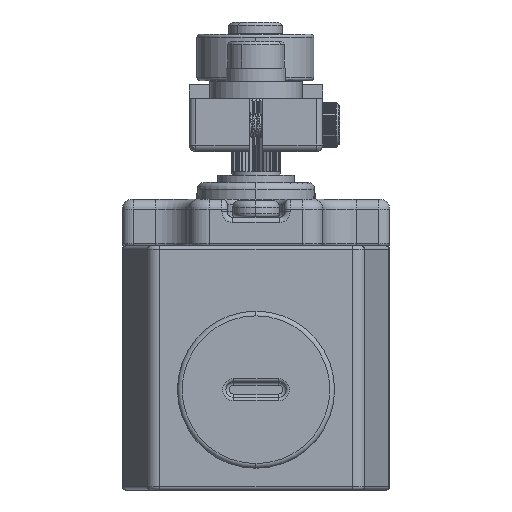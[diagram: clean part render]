
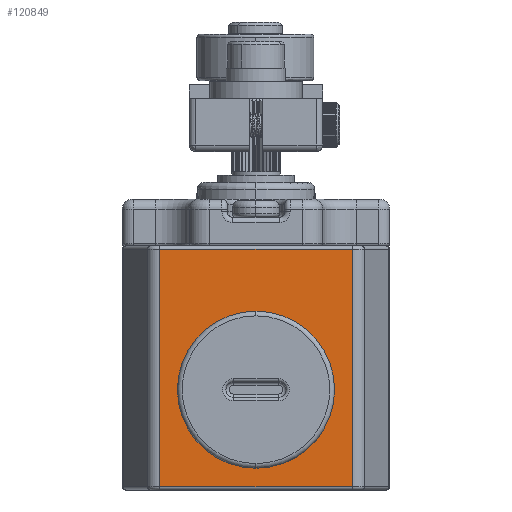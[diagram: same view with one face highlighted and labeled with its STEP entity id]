
A CAD part, front view. The second image highlights one B-rep face of the part: STEP entity #120849.
In plain terms, the highlighted planar face has unit normal (0, -1, 0).
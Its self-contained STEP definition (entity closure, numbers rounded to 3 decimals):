
#7108 = CARTESIAN_POINT ( 'NONE',  ( -14.401, -80., 36.5 ) ) ;
#9481 = EDGE_CURVE ( 'NONE', #56481, #52627, #25729, .T. ) ;
#10553 = EDGE_LOOP ( 'NONE', ( #105720, #73400, #12712, #21267 ) ) ;
#12712 = ORIENTED_EDGE ( 'NONE', *, *, #34320, .T. ) ;
#17393 = CARTESIAN_POINT ( 'NONE',  ( 0., -80., 26. ) ) ;
#17834 = CARTESIAN_POINT ( 'NONE',  ( 0., -80., 15. ) ) ;
#21267 = ORIENTED_EDGE ( 'NONE', *, *, #41511, .T. ) ;
#23493 = CIRCLE ( 'NONE', #122715, 11. ) ;
#25729 = CIRCLE ( 'NONE', #92004, 11. ) ;
#27255 = VECTOR ( 'NONE', #49603, 1000. ) ;
#27366 = DIRECTION ( 'NONE',  ( 0., 0., 1. ) ) ;
#29334 = AXIS2_PLACEMENT_3D ( 'NONE', #92005, #35155, #101391 ) ;
#33806 = ORIENTED_EDGE ( 'NONE', *, *, #9481, .T. ) ;
#34320 = EDGE_CURVE ( 'NONE', #89920, #115593, #123018, .T. ) ;
#35155 = DIRECTION ( 'NONE',  ( 0., 1., 0. ) ) ;
#38195 = VERTEX_POINT ( 'NONE', #108712 ) ;
#41511 = EDGE_CURVE ( 'NONE', #115593, #38195, #71780, .T. ) ;
#42918 = DIRECTION ( 'NONE',  ( 0., 1., 0. ) ) ;
#43787 = CARTESIAN_POINT ( 'NONE',  ( 14.401, -80., 36.5 ) ) ;
#43789 = VECTOR ( 'NONE', #54361, 1000. ) ;
#48492 = EDGE_CURVE ( 'NONE', #38195, #88896, #94295, .T. ) ;
#49603 = DIRECTION ( 'NONE',  ( -1., 0., 0. ) ) ;
#50308 = CARTESIAN_POINT ( 'NONE',  ( 14.401, -80., 36. ) ) ;
#52627 = VERTEX_POINT ( 'NONE', #17393 ) ;
#53779 = CARTESIAN_POINT ( 'NONE',  ( 0., -80., 4. ) ) ;
#54361 = DIRECTION ( 'NONE',  ( 0., 0., -1. ) ) ;
#56481 = VERTEX_POINT ( 'NONE', #53779 ) ;
#63575 = EDGE_CURVE ( 'NONE', #52627, #56481, #23493, .T. ) ;
#64963 = VECTOR ( 'NONE', #117306, 1000. ) ;
#71429 = FACE_BOUND ( 'NONE', #71730, .T. ) ;
#71730 = EDGE_LOOP ( 'NONE', ( #33806, #108208 ) ) ;
#71780 = LINE ( 'NONE', #106396, #27255 ) ;
#73400 = ORIENTED_EDGE ( 'NONE', *, *, #116182, .T. ) ;
#75619 = VECTOR ( 'NONE', #91122, 1000. ) ;
#79650 = CARTESIAN_POINT ( 'NONE',  ( -20., -80., 0.5 ) ) ;
#84196 = DIRECTION ( 'NONE',  ( 0., 1., 0. ) ) ;
#88896 = VERTEX_POINT ( 'NONE', #121877 ) ;
#89920 = VERTEX_POINT ( 'NONE', #110045 ) ;
#91122 = DIRECTION ( 'NONE',  ( 0., 0., 1. ) ) ;
#92004 = AXIS2_PLACEMENT_3D ( 'NONE', #17834, #84196, #27366 ) ;
#92005 = CARTESIAN_POINT ( 'NONE',  ( -20., -80., 36.5 ) ) ;
#94295 = LINE ( 'NONE', #7108, #43789 ) ;
#96629 = FACE_OUTER_BOUND ( 'NONE', #10553, .T. ) ;
#99674 = CARTESIAN_POINT ( 'NONE',  ( 0., -80., 15. ) ) ;
#101391 = DIRECTION ( 'NONE',  ( 0., 0., 1. ) ) ;
#105720 = ORIENTED_EDGE ( 'NONE', *, *, #48492, .T. ) ;
#106396 = CARTESIAN_POINT ( 'NONE',  ( -14.401, -80., 36. ) ) ;
#108208 = ORIENTED_EDGE ( 'NONE', *, *, #63575, .T. ) ;
#108712 = CARTESIAN_POINT ( 'NONE',  ( -14.401, -80., 36. ) ) ;
#109226 = DIRECTION ( 'NONE',  ( 0., 0., 1. ) ) ;
#109351 = PLANE ( 'NONE',  #29334 ) ;
#110045 = CARTESIAN_POINT ( 'NONE',  ( 14.401, -80., 0.5 ) ) ;
#115593 = VERTEX_POINT ( 'NONE', #50308 ) ;
#116182 = EDGE_CURVE ( 'NONE', #88896, #89920, #118351, .T. ) ;
#117306 = DIRECTION ( 'NONE',  ( 1., 0., 0. ) ) ;
#118351 = LINE ( 'NONE', #79650, #64963 ) ;
#120849 = ADVANCED_FACE ( 'NONE', ( #71429, #96629 ), #109351, .F. ) ;
#121877 = CARTESIAN_POINT ( 'NONE',  ( -14.401, -80., 0.5 ) ) ;
#122715 = AXIS2_PLACEMENT_3D ( 'NONE', #99674, #42918, #109226 ) ;
#123018 = LINE ( 'NONE', #43787, #75619 ) ;
